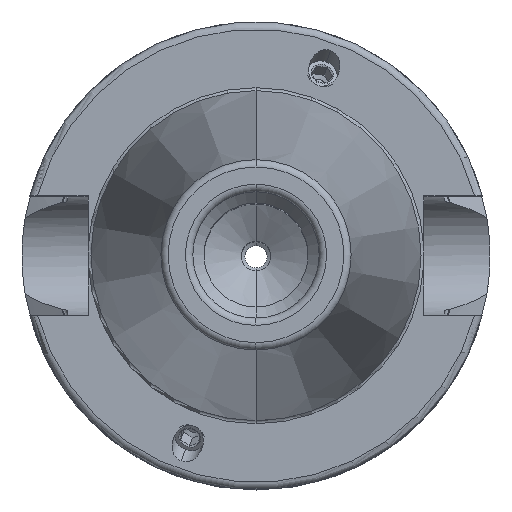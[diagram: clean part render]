
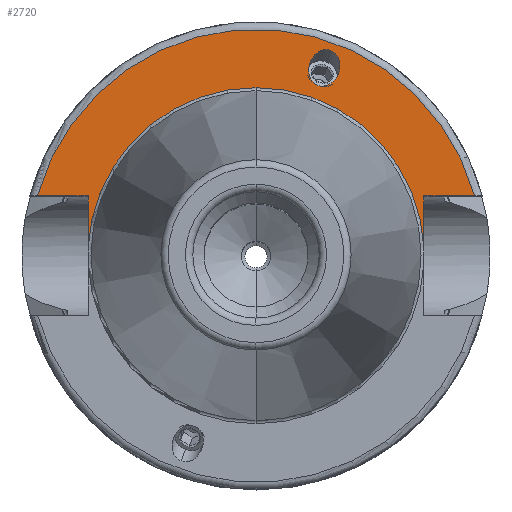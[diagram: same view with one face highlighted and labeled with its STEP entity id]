
A CAD part, top view. The second image highlights one B-rep face of the part: STEP entity #2720.
In plain terms, the highlighted planar face has unit normal (0, 0, 1).
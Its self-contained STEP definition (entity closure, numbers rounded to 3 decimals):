
#213=DIRECTION('',(0.,1.,0.));
#214=VECTOR('',#213,6.987);
#215=CARTESIAN_POINT('',(-22.6,1.063,25.));
#216=LINE('',#215,#214);
#217=DIRECTION('',(1.,0.,0.));
#218=VECTOR('',#217,6.818);
#219=CARTESIAN_POINT('',(-29.418,8.05,25.));
#220=LINE('',#219,#218);
#221=DIRECTION('',(-1.,0.,0.));
#222=VECTOR('',#221,6.818);
#223=CARTESIAN_POINT('',(29.418,8.05,25.));
#224=LINE('',#223,#222);
#225=DIRECTION('',(0.,-1.,0.));
#226=VECTOR('',#225,6.987);
#227=CARTESIAN_POINT('',(22.6,8.05,25.));
#228=LINE('',#227,#226);
#229=CARTESIAN_POINT('',(10.056,27.629,25.));
#230=CARTESIAN_POINT('',(10.283,27.547,25.));
#231=CARTESIAN_POINT('',(10.737,27.268,25.));
#232=CARTESIAN_POINT('',(11.226,26.479,25.));
#233=CARTESIAN_POINT('',(11.341,25.65,25.));
#234=CARTESIAN_POINT('',(11.261,25.009,25.));
#235=CARTESIAN_POINT('',(11.137,24.573,25.));
#236=CARTESIAN_POINT('',(10.952,24.159,25.));
#237=CARTESIAN_POINT('',(10.601,23.617,25.));
#238=CARTESIAN_POINT('',(9.98,23.055,25.));
#239=CARTESIAN_POINT('',(9.098,22.765,25.));
#240=CARTESIAN_POINT('',(8.571,22.843,25.));
#241=CARTESIAN_POINT('',(8.344,22.926,25.));
#243=CARTESIAN_POINT('',(8.344,22.926,25.));
#244=CARTESIAN_POINT('',(8.117,23.009,25.));
#245=CARTESIAN_POINT('',(7.663,23.288,25.));
#246=CARTESIAN_POINT('',(7.174,24.076,25.));
#247=CARTESIAN_POINT('',(7.06,24.906,25.));
#248=CARTESIAN_POINT('',(7.14,25.547,25.));
#249=CARTESIAN_POINT('',(7.264,25.983,25.));
#250=CARTESIAN_POINT('',(7.449,26.396,25.));
#251=CARTESIAN_POINT('',(7.8,26.939,25.));
#252=CARTESIAN_POINT('',(8.421,27.5,25.));
#253=CARTESIAN_POINT('',(9.302,27.79,25.));
#254=CARTESIAN_POINT('',(9.829,27.712,25.));
#255=CARTESIAN_POINT('',(10.056,27.629,25.));
#801=CARTESIAN_POINT('',(0.,0.,25.));
#802=DIRECTION('',(0.,0.,1.));
#803=DIRECTION('',(0.965,0.264,0.));
#804=AXIS2_PLACEMENT_3D('',#801,#802,#803);
#855=CARTESIAN_POINT('',(0.,0.,25.));
#856=DIRECTION('',(0.,0.,-1.));
#857=DIRECTION('',(0.,1.,0.));
#858=AXIS2_PLACEMENT_3D('',#855,#856,#857);
#866=CARTESIAN_POINT('',(0.,0.,25.));
#867=DIRECTION('',(0.,0.,1.));
#868=DIRECTION('',(0.,1.,0.));
#869=AXIS2_PLACEMENT_3D('',#866,#867,#868);
#2204=CARTESIAN_POINT('',(-22.6,1.063,25.));
#2205=CARTESIAN_POINT('',(-22.6,8.05,25.));
#2206=VERTEX_POINT('',#2204);
#2207=VERTEX_POINT('',#2205);
#2208=CARTESIAN_POINT('',(-29.418,8.05,25.));
#2209=VERTEX_POINT('',#2208);
#2210=CARTESIAN_POINT('',(22.6,8.05,25.));
#2211=CARTESIAN_POINT('',(22.6,1.063,25.));
#2212=VERTEX_POINT('',#2210);
#2213=VERTEX_POINT('',#2211);
#2220=CARTESIAN_POINT('',(29.418,8.05,25.));
#2221=VERTEX_POINT('',#2220);
#2268=CARTESIAN_POINT('',(0.,22.625,25.));
#2270=VERTEX_POINT('',#2268);
#2286=VERTEX_POINT('',#229);
#2287=VERTEX_POINT('',#241);
#2693=CARTESIAN_POINT('',(0.,0.,25.));
#2694=DIRECTION('',(0.,0.,-1.));
#2695=DIRECTION('',(0.,-1.,0.));
#2696=AXIS2_PLACEMENT_3D('',#2693,#2694,#2695);
#2697=PLANE('',#2696);
#2699=ORIENTED_EDGE('',*,*,#2698,.T.);
#2701=ORIENTED_EDGE('',*,*,#2700,.F.);
#2703=ORIENTED_EDGE('',*,*,#2702,.F.);
#2705=ORIENTED_EDGE('',*,*,#2704,.T.);
#2707=ORIENTED_EDGE('',*,*,#2706,.T.);
#2709=ORIENTED_EDGE('',*,*,#2708,.F.);
#2711=ORIENTED_EDGE('',*,*,#2710,.T.);
#2712=EDGE_LOOP('',(#2699,#2701,#2703,#2705,#2707,#2709,#2711));
#2713=FACE_OUTER_BOUND('',#2712,.F.);
#2715=ORIENTED_EDGE('',*,*,#2714,.F.);
#2717=ORIENTED_EDGE('',*,*,#2716,.F.);
#2718=EDGE_LOOP('',(#2715,#2717));
#2719=FACE_BOUND('',#2718,.F.);
#2720=ADVANCED_FACE('',(#2713,#2719),#2697,.F.);
#242=B_SPLINE_CURVE_WITH_KNOTS('',3,(#229,#230,#231,#232,#233,#234,#235,#236,
#237,#238,#239,#240,#241),.UNSPECIFIED.,.F.,.F.,(4,1,1,1,1,1,1,1,1,1,4),(0.,
0.125,0.25,0.375,0.438,0.5,0.563,0.625,0.75,0.875,1.),
.UNSPECIFIED.);
#256=B_SPLINE_CURVE_WITH_KNOTS('',3,(#243,#244,#245,#246,#247,#248,#249,#250,
#251,#252,#253,#254,#255),.UNSPECIFIED.,.F.,.F.,(4,1,1,1,1,1,1,1,1,1,4),(0.,
0.125,0.25,0.375,0.438,0.5,0.563,0.625,0.75,0.875,1.),
.UNSPECIFIED.);
#805=CIRCLE('',#804,30.5);
#859=CIRCLE('',#858,22.625);
#870=CIRCLE('',#869,22.625);
#2698=EDGE_CURVE('',#2206,#2207,#216,.T.);
#2700=EDGE_CURVE('',#2209,#2207,#220,.T.);
#2702=EDGE_CURVE('',#2221,#2209,#805,.T.);
#2704=EDGE_CURVE('',#2221,#2212,#224,.T.);
#2706=EDGE_CURVE('',#2212,#2213,#228,.T.);
#2708=EDGE_CURVE('',#2270,#2213,#859,.T.);
#2710=EDGE_CURVE('',#2270,#2206,#870,.T.);
#2714=EDGE_CURVE('',#2286,#2287,#242,.T.);
#2716=EDGE_CURVE('',#2287,#2286,#256,.T.);
